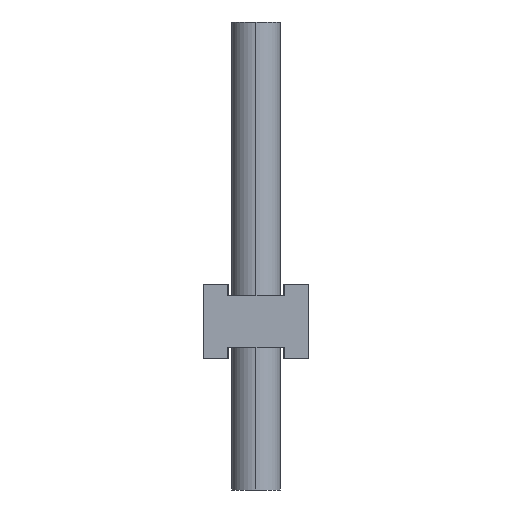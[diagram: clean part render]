
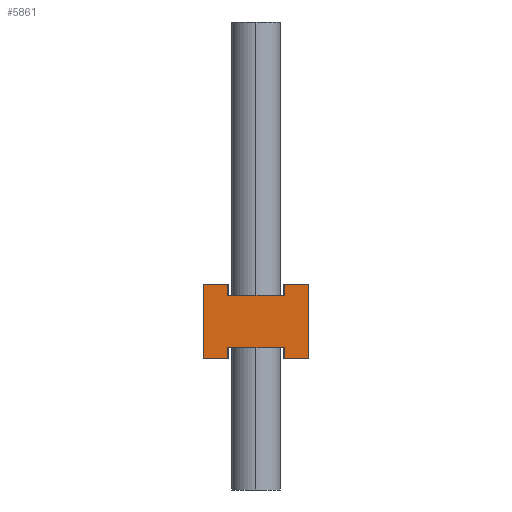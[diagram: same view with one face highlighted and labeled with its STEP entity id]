
A CAD part, left-side view. The second image highlights one B-rep face of the part: STEP entity #5861.
In plain terms, the highlighted planar face has unit normal (-1, 0, 0).
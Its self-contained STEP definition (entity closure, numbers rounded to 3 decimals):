
#329=DIRECTION('',(0.,-1.,0.));
#330=VECTOR('',#329,1.5);
#331=CARTESIAN_POINT('',(-13.7,0.75,-7.3));
#332=LINE('',#331,#330);
#818=DIRECTION('',(0.,0.,-1.));
#819=VECTOR('',#818,2.);
#820=CARTESIAN_POINT('',(-13.7,1.4,-7.));
#821=LINE('',#820,#819);
#1434=DIRECTION('',(0.,0.,1.));
#1435=VECTOR('',#1434,0.3);
#1436=CARTESIAN_POINT('',(-13.7,0.75,-7.3));
#1437=LINE('',#1436,#1435);
#1438=DIRECTION('',(0.,0.,1.));
#1439=VECTOR('',#1438,0.3);
#1440=CARTESIAN_POINT('',(-13.7,-0.75,-7.3));
#1441=LINE('',#1440,#1439);
#1442=DIRECTION('',(0.,0.,-1.));
#1443=VECTOR('',#1442,2.);
#1444=CARTESIAN_POINT('',(-13.7,-1.4,-7.));
#1445=LINE('',#1444,#1443);
#1446=DIRECTION('',(0.,0.,-1.));
#1447=VECTOR('',#1446,0.3);
#1448=CARTESIAN_POINT('',(-13.7,0.75,-8.7));
#1449=LINE('',#1448,#1447);
#1454=DIRECTION('',(0.,-1.,0.));
#1455=VECTOR('',#1454,0.65);
#1456=CARTESIAN_POINT('',(-13.7,-0.75,-7.));
#1457=LINE('',#1456,#1455);
#1492=DIRECTION('',(0.,-1.,0.));
#1493=VECTOR('',#1492,0.65);
#1494=CARTESIAN_POINT('',(-13.7,1.4,-7.));
#1495=LINE('',#1494,#1493);
#1570=DIRECTION('',(0.,1.,0.));
#1571=VECTOR('',#1570,0.65);
#1572=CARTESIAN_POINT('',(-13.7,-1.4,-9.));
#1573=LINE('',#1572,#1571);
#1616=DIRECTION('',(0.,1.,0.));
#1617=VECTOR('',#1616,0.65);
#1618=CARTESIAN_POINT('',(-13.7,0.75,-9.));
#1619=LINE('',#1618,#1617);
#1913=DIRECTION('',(0.,-1.,0.));
#1914=VECTOR('',#1913,1.5);
#1915=CARTESIAN_POINT('',(-13.7,0.75,-8.7));
#1916=LINE('',#1915,#1914);
#2850=DIRECTION('',(0.,0.,-1.));
#2851=VECTOR('',#2850,0.3);
#2852=CARTESIAN_POINT('',(-13.7,-0.75,-8.7));
#2853=LINE('',#2852,#2851);
#3158=CARTESIAN_POINT('',(-13.7,-1.4,-9.));
#3159=CARTESIAN_POINT('',(-13.7,-0.75,-9.));
#3160=VERTEX_POINT('',#3158);
#3161=VERTEX_POINT('',#3159);
#3168=CARTESIAN_POINT('',(-13.7,-0.75,-8.7));
#3170=VERTEX_POINT('',#3168);
#3176=CARTESIAN_POINT('',(-13.7,0.75,-8.7));
#3177=VERTEX_POINT('',#3176);
#3182=CARTESIAN_POINT('',(-13.7,0.75,-7.3));
#3183=CARTESIAN_POINT('',(-13.7,-0.75,-7.3));
#3184=VERTEX_POINT('',#3182);
#3185=VERTEX_POINT('',#3183);
#3224=CARTESIAN_POINT('',(-13.7,1.4,-9.));
#3226=VERTEX_POINT('',#3224);
#3232=CARTESIAN_POINT('',(-13.7,0.75,-9.));
#3233=VERTEX_POINT('',#3232);
#3264=CARTESIAN_POINT('',(-13.7,-1.4,-7.));
#3266=VERTEX_POINT('',#3264);
#3272=CARTESIAN_POINT('',(-13.7,-0.75,-7.));
#3273=VERTEX_POINT('',#3272);
#3284=CARTESIAN_POINT('',(-13.7,1.4,-7.));
#3285=CARTESIAN_POINT('',(-13.7,0.75,-7.));
#3286=VERTEX_POINT('',#3284);
#3287=VERTEX_POINT('',#3285);
#5834=CARTESIAN_POINT('',(-13.7,1.4,-7.3));
#5835=DIRECTION('',(-1.,0.,0.));
#5836=DIRECTION('',(0.,-1.,0.));
#5837=AXIS2_PLACEMENT_3D('',#5834,#5835,#5836);
#5838=PLANE('',#5837);
#5839=ORIENTED_EDGE('',*,*,#4668,.F.);
#5841=ORIENTED_EDGE('',*,*,#5840,.T.);
#5842=ORIENTED_EDGE('',*,*,#5826,.F.);
#5843=ORIENTED_EDGE('',*,*,#4197,.T.);
#5845=ORIENTED_EDGE('',*,*,#5844,.T.);
#5847=ORIENTED_EDGE('',*,*,#5846,.T.);
#5848=ORIENTED_EDGE('',*,*,#4457,.T.);
#5850=ORIENTED_EDGE('',*,*,#5849,.T.);
#5852=ORIENTED_EDGE('',*,*,#5851,.F.);
#5854=ORIENTED_EDGE('',*,*,#5853,.F.);
#5856=ORIENTED_EDGE('',*,*,#5855,.T.);
#5858=ORIENTED_EDGE('',*,*,#5857,.T.);
#5859=EDGE_LOOP('',(#5839,#5841,#5842,#5843,#5845,#5847,#5848,#5850,#5852,#5854,
#5856,#5858));
#5860=FACE_OUTER_BOUND('',#5859,.F.);
#4197=EDGE_CURVE('',#3184,#3185,#332,.T.);
#4457=EDGE_CURVE('',#3266,#3160,#1445,.T.);
#4668=EDGE_CURVE('',#3286,#3226,#821,.T.);
#5826=EDGE_CURVE('',#3184,#3287,#1437,.T.);
#5840=EDGE_CURVE('',#3286,#3287,#1495,.T.);
#5844=EDGE_CURVE('',#3185,#3273,#1441,.T.);
#5846=EDGE_CURVE('',#3273,#3266,#1457,.T.);
#5849=EDGE_CURVE('',#3160,#3161,#1573,.T.);
#5851=EDGE_CURVE('',#3170,#3161,#2853,.T.);
#5853=EDGE_CURVE('',#3177,#3170,#1916,.T.);
#5855=EDGE_CURVE('',#3177,#3233,#1449,.T.);
#5857=EDGE_CURVE('',#3233,#3226,#1619,.T.);
#5861=ADVANCED_FACE('',(#5860),#5838,.T.);
